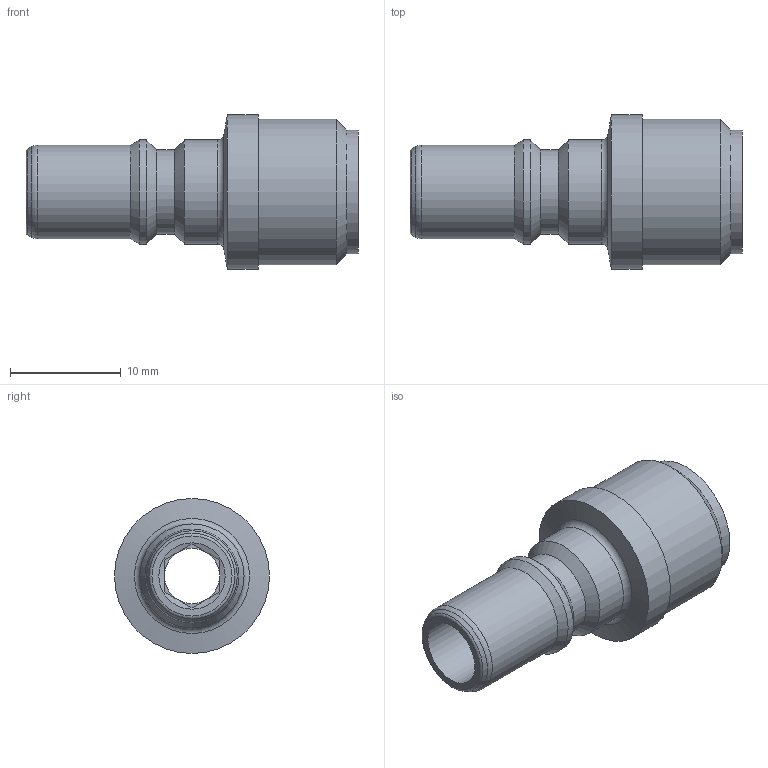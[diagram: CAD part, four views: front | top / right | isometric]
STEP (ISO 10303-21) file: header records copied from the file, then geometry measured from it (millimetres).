
FILE_DESCRIPTION(/* description */ ('STECKNIPPEL'),/* implementation_level */ '2;1');
FILE_NAME(/* name */ 'ESFM 14 NA.stp',/* time_stamp */ '2024-11-06T09:29:48+01:00',/* author */ (''),/* organization */ (''),/* preprocessor_version */ 'ST-DEVELOPER v18.1',/* originating_system */ 'Autodesk Inventor 2022',/* authorisation */ '');
FILE_SCHEMA (('AUTOMOTIVE_DESIGN { 1 0 10303 214 3 1 1 }'));
Length unit declared in the file: millimetre
Products named in the file (2): ESFM 14 NA; LUE_00046222
Assembly tree (1 placements, depth 2):
  ESFM 14 NA
    LUE_00046222
Bounding box: 30 x 14 x 14 mm (x, y, z)
Volume: 1885.3 mm3; surface area: 1741.9 mm2
Topology: 1 solids, 1 shells, 35 faces, 79 edges, 47 vertices
Faces by surface type: plane 15, cylinder 9, cone 8, torus 3
Full cylindrical faces by diameter (mm): 5 x1, 6 x1, 7.6 x1, 8.45 x1, 9.4 x2, 11.2 x1, 13.157 x1, 14 x1
Entity records: 1074 total; most frequent: CARTESIAN_POINT 188, DIRECTION 175, ORIENTED_EDGE 158, EDGE_CURVE 79, AXIS2_PLACEMENT_3D 70, VERTEX_POINT 47, EDGE_LOOP 38, STYLED_ITEM 36
